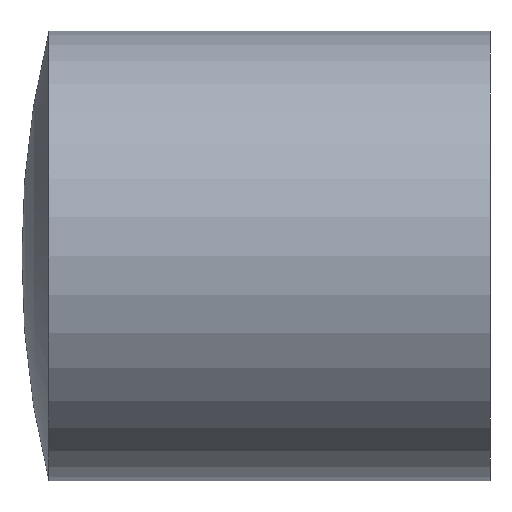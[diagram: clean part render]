
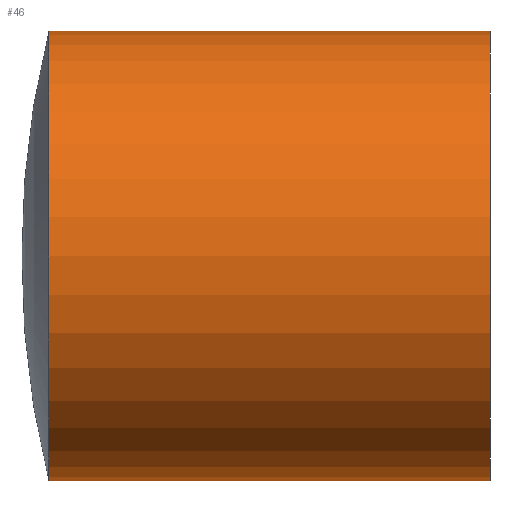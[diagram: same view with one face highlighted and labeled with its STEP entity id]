
A CAD part, left-side view. The second image highlights one B-rep face of the part: STEP entity #46.
In plain terms, the highlighted cylindrical face has radius 37.5 mm (diameter 75 mm), a partial arc.
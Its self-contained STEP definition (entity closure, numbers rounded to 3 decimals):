
#8 = CARTESIAN_POINT ( 'NONE',  ( 0., 0., -37.5 ) ) ;
#9 = DIRECTION ( 'NONE',  ( 0., -1., 0. ) ) ;
#10 = VERTEX_POINT ( 'NONE', #261 ) ;
#13 = CARTESIAN_POINT ( 'NONE',  ( 0., 0., 0. ) ) ;
#14 = VERTEX_POINT ( 'NONE', #243 ) ;
#34 = VECTOR ( 'NONE', #299, 1000. ) ;
#39 = CYLINDRICAL_SURFACE ( 'NONE', #193, 37.5 ) ;
#42 = FACE_OUTER_BOUND ( 'NONE', #150, .T. ) ;
#44 = DIRECTION ( 'NONE',  ( 0., 0., -1. ) ) ;
#46 = ADVANCED_FACE ( 'NONE', ( #42 ), #39, .T. ) ;
#62 = VECTOR ( 'NONE', #185, 1000. ) ;
#67 = DIRECTION ( 'NONE',  ( 0., 0., -1. ) ) ;
#74 = CARTESIAN_POINT ( 'NONE',  ( 0., 0., -37.5 ) ) ;
#84 = VERTEX_POINT ( 'NONE', #8 ) ;
#91 = ORIENTED_EDGE ( 'NONE', *, *, #256, .F. ) ;
#92 = ORIENTED_EDGE ( 'NONE', *, *, #213, .T. ) ;
#99 = CARTESIAN_POINT ( 'NONE',  ( 0., 73.554, -37.5 ) ) ;
#101 = ORIENTED_EDGE ( 'NONE', *, *, #244, .T. ) ;
#104 = VERTEX_POINT ( 'NONE', #99 ) ;
#105 = AXIS2_PLACEMENT_3D ( 'NONE', #183, #265, #44 ) ;
#107 = ORIENTED_EDGE ( 'NONE', *, *, #116, .F. ) ;
#116 = EDGE_CURVE ( 'NONE', #10, #84, #174, .T. ) ;
#118 = CIRCLE ( 'NONE', #105, 37.5 ) ;
#140 = LINE ( 'NONE', #223, #34 ) ;
#150 = EDGE_LOOP ( 'NONE', ( #91, #92, #101, #107 ) ) ;
#166 = AXIS2_PLACEMENT_3D ( 'NONE', #198, #277, #67 ) ;
#174 = CIRCLE ( 'NONE', #166, 37.5 ) ;
#183 = CARTESIAN_POINT ( 'NONE',  ( 0., 73.554, 0. ) ) ;
#185 = DIRECTION ( 'NONE',  ( 0., -1., 0. ) ) ;
#193 = AXIS2_PLACEMENT_3D ( 'NONE', #13, #9, #289 ) ;
#198 = CARTESIAN_POINT ( 'NONE',  ( 0., 0., 0. ) ) ;
#213 = EDGE_CURVE ( 'NONE', #14, #104, #118, .T. ) ;
#223 = CARTESIAN_POINT ( 'NONE',  ( 0., 0., 37.5 ) ) ;
#243 = CARTESIAN_POINT ( 'NONE',  ( 0., 73.554, 37.5 ) ) ;
#244 = EDGE_CURVE ( 'NONE', #104, #84, #280, .T. ) ;
#256 = EDGE_CURVE ( 'NONE', #14, #10, #140, .T. ) ;
#261 = CARTESIAN_POINT ( 'NONE',  ( 0., 0., 37.5 ) ) ;
#265 = DIRECTION ( 'NONE',  ( 0., -1., 0. ) ) ;
#277 = DIRECTION ( 'NONE',  ( 0., -1., 0. ) ) ;
#280 = LINE ( 'NONE', #74, #62 ) ;
#289 = DIRECTION ( 'NONE',  ( 0., 0., -1. ) ) ;
#299 = DIRECTION ( 'NONE',  ( 0., -1., 0. ) ) ;
